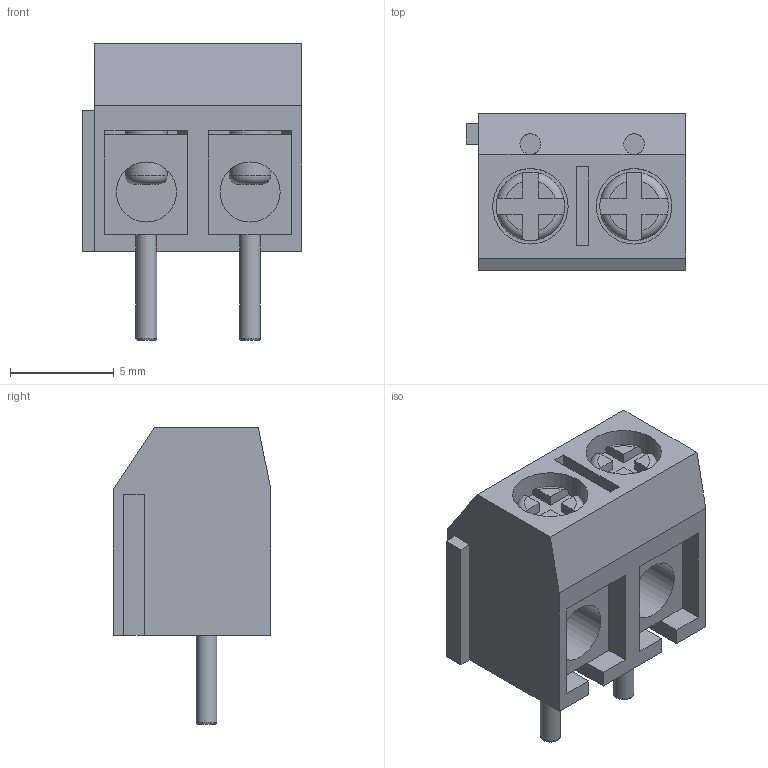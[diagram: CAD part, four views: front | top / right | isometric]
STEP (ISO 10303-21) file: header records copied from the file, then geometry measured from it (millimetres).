
FILE_DESCRIPTION( ( '' ), ' ' );
FILE_NAME( '5cbf403c83f9ef15bea7923e.step', '2019-04-23T16:41:33', ( '' ), ( '' ), ' ', ' ', ' ' );
FILE_SCHEMA( ( 'AUTOMOTIVE_DESIGN { 1 0 10303 214 1 1 1 1 }' ) );
Length unit declared in the file: metre
Products named in the file (3): DG301-5.0-03-Part 2; DG301-5.0-03-Body
Bounding box: 10.6 x 7.6 x 14.3 mm (x, y, z)
Volume: 503.5 mm3; surface area: 1234.4 mm2
Topology: 3 solids, 3 shells, 123 faces, 322 edges, 212 vertices
Faces by surface type: plane 93, cylinder 18, torus 12
Full cylindrical faces by diameter (mm): 1 x4, 2 x4, 2.5 x2, 2.9 x2, 3.3 x2, 3.64 x2
Entity records: 4765 total; most frequent: CARTESIAN_POINT 899, ORIENTED_EDGE 584, DIRECTION 545, EDGE_CURVE 292, VERTEX_POINT 202, AXIS2_PLACEMENT_3D 188, LINE 169, VECTOR 169
